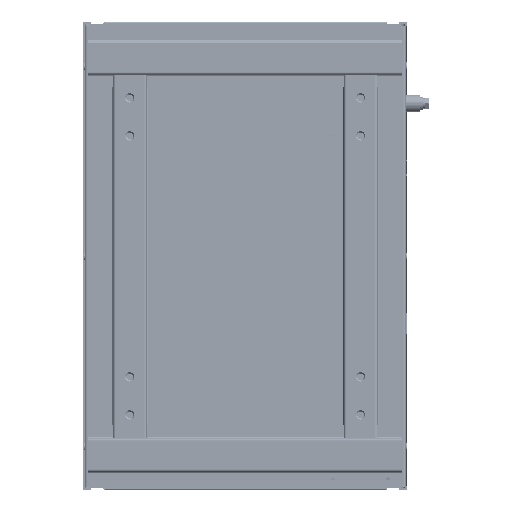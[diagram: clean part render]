
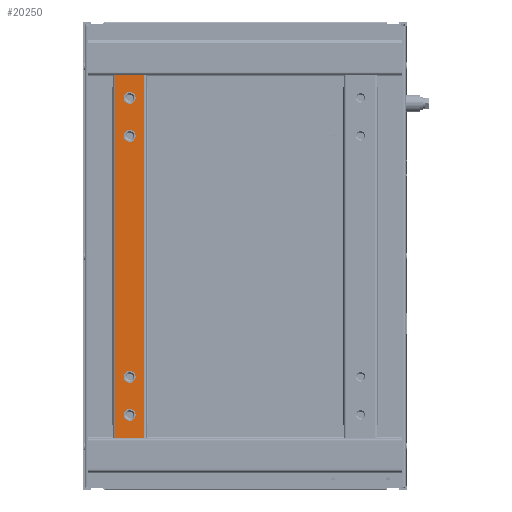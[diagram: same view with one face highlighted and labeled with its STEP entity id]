
A CAD part, front view. The second image highlights one B-rep face of the part: STEP entity #20250.
In plain terms, the highlighted planar face has unit normal (0, -1, 0).
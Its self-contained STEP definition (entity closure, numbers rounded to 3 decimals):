
#11825 = CARTESIAN_POINT ( 'NONE',  ( -17., 0., 215. ) ) ;
#11826 = DIRECTION ( 'NONE',  ( 0., 0., -1. ) ) ;
#11827 = CARTESIAN_POINT ( 'NONE',  ( 0., 0., -187.5 ) ) ;
#11828 = DIRECTION ( 'NONE',  ( 0., 1., 0. ) ) ;
#11829 = DIRECTION ( 'NONE',  ( 1., 0., 0. ) ) ;
#11830 = CARTESIAN_POINT ( 'NONE',  ( 0., 0., -142.5 ) ) ;
#11831 = DIRECTION ( 'NONE',  ( 0., 1., 0. ) ) ;
#11832 = DIRECTION ( 'NONE',  ( 1., 0., 0. ) ) ;
#11833 = CARTESIAN_POINT ( 'NONE',  ( 17., 0., 215. ) ) ;
#11834 = DIRECTION ( 'NONE',  ( 0., 0., -1. ) ) ;
#11835 = CARTESIAN_POINT ( 'NONE',  ( 0., 0., 142.5 ) ) ;
#11836 = DIRECTION ( 'NONE',  ( 0., 1., 0. ) ) ;
#11837 = DIRECTION ( 'NONE',  ( -1., 0., 0. ) ) ;
#11839 = CARTESIAN_POINT ( 'NONE',  ( 0., 0., 187.5 ) ) ;
#11840 = DIRECTION ( 'NONE',  ( 0., 1., 0. ) ) ;
#11841 = DIRECTION ( 'NONE',  ( -1., 0., 0. ) ) ;
#12556 = DIRECTION ( 'NONE',  ( -1., 0., 0. ) ) ;
#12567 = PLANE ( 'NONE',  #56255 ) ;
#12585 = CARTESIAN_POINT ( 'NONE',  ( 20., 0., 215. ) ) ;
#12632 = DIRECTION ( 'NONE',  ( 0., 1., 0. ) ) ;
#17462 = CIRCLE ( 'NONE', #28777, 5.6 ) ;
#17464 = CIRCLE ( 'NONE', #28840, 5.6 ) ;
#17469 = CIRCLE ( 'NONE', #29010, 5.6 ) ;
#17475 = CIRCLE ( 'NONE', #28975, 5.6 ) ;
#17526 = LINE ( 'NONE', #19674, #17529 ) ;
#17529 = VECTOR ( 'NONE', #19662, 1000. ) ;
#17537 = LINE ( 'NONE', #19711, #17541 ) ;
#17541 = VECTOR ( 'NONE', #19706, 1000. ) ;
#17624 = LINE ( 'NONE', #11825, #17627 ) ;
#17626 = CIRCLE ( 'NONE', #29047, 5.6 ) ;
#17627 = VECTOR ( 'NONE', #11826, 1000. ) ;
#17628 = CIRCLE ( 'NONE', #29050, 5.6 ) ;
#17629 = CIRCLE ( 'NONE', #29054, 5.6 ) ;
#17630 = CIRCLE ( 'NONE', #29059, 5.6 ) ;
#17631 = LINE ( 'NONE', #11833, #17633 ) ;
#17633 = VECTOR ( 'NONE', #11834, 1000. ) ;
#19465 = CARTESIAN_POINT ( 'NONE',  ( 0., 0., -187.5 ) ) ;
#19467 = DIRECTION ( 'NONE',  ( 0., 1., 0. ) ) ;
#19469 = DIRECTION ( 'NONE',  ( 1., 0., 0. ) ) ;
#19486 = CARTESIAN_POINT ( 'NONE',  ( 0., 0., -142.5 ) ) ;
#19487 = DIRECTION ( 'NONE',  ( 0., 1., 0. ) ) ;
#19489 = DIRECTION ( 'NONE',  ( 1., 0., 0. ) ) ;
#19508 = CARTESIAN_POINT ( 'NONE',  ( 0., 0., 142.5 ) ) ;
#19510 = DIRECTION ( 'NONE',  ( 0., 1., 0. ) ) ;
#19512 = DIRECTION ( 'NONE',  ( -1., 0., 0. ) ) ;
#19540 = CARTESIAN_POINT ( 'NONE',  ( 0., 0., 187.5 ) ) ;
#19542 = DIRECTION ( 'NONE',  ( 0., 1., 0. ) ) ;
#19544 = DIRECTION ( 'NONE',  ( -1., 0., 0. ) ) ;
#19662 = DIRECTION ( 'NONE',  ( 1., 0., 0. ) ) ;
#19674 = CARTESIAN_POINT ( 'NONE',  ( 20., 0., -215. ) ) ;
#19706 = DIRECTION ( 'NONE',  ( 1., 0., 0. ) ) ;
#19711 = CARTESIAN_POINT ( 'NONE',  ( 20., 0., 215. ) ) ;
#20250 = ADVANCED_FACE ( 'NONE', ( #30561, #30565, #30562, #30564, #30563 ), #12567, .F. ) ;
#28777 = AXIS2_PLACEMENT_3D ( 'NONE', #19465, #19467, #19469 ) ;
#28840 = AXIS2_PLACEMENT_3D ( 'NONE', #19486, #19487, #19489 ) ;
#28975 = AXIS2_PLACEMENT_3D ( 'NONE', #19540, #19542, #19544 ) ;
#29010 = AXIS2_PLACEMENT_3D ( 'NONE', #19508, #19510, #19512 ) ;
#29047 = AXIS2_PLACEMENT_3D ( 'NONE', #11827, #11828, #11829 ) ;
#29050 = AXIS2_PLACEMENT_3D ( 'NONE', #11830, #11831, #11832 ) ;
#29054 = AXIS2_PLACEMENT_3D ( 'NONE', #11835, #11836, #11837 ) ;
#29059 = AXIS2_PLACEMENT_3D ( 'NONE', #11839, #11840, #11841 ) ;
#30561 = FACE_BOUND ( 'NONE', #70563, .T. ) ;
#30562 = FACE_BOUND ( 'NONE', #69744, .T. ) ;
#30563 = FACE_OUTER_BOUND ( 'NONE', #70843, .T. ) ;
#30564 = FACE_BOUND ( 'NONE', #69147, .T. ) ;
#30565 = FACE_BOUND ( 'NONE', #70902, .T. ) ;
#50689 = EDGE_CURVE ( 'NONE', #85998, #83297, #17462, .T. ) ;
#50692 = EDGE_CURVE ( 'NONE', #84771, #85604, #17464, .T. ) ;
#50696 = EDGE_CURVE ( 'NONE', #85411, #85934, #17469, .T. ) ;
#50701 = EDGE_CURVE ( 'NONE', #83510, #86049, #17475, .T. ) ;
#50728 = EDGE_CURVE ( 'NONE', #85327, #83502, #17526, .T. ) ;
#50735 = EDGE_CURVE ( 'NONE', #83668, #83449, #17537, .T. ) ;
#50784 = EDGE_CURVE ( 'NONE', #83668, #85327, #17624, .T. ) ;
#50785 = EDGE_CURVE ( 'NONE', #83297, #85998, #17626, .T. ) ;
#50786 = EDGE_CURVE ( 'NONE', #85604, #84771, #17628, .T. ) ;
#50787 = EDGE_CURVE ( 'NONE', #85934, #85411, #17629, .T. ) ;
#50788 = EDGE_CURVE ( 'NONE', #86049, #83510, #17630, .T. ) ;
#50789 = EDGE_CURVE ( 'NONE', #83449, #83502, #17631, .T. ) ;
#56255 = AXIS2_PLACEMENT_3D ( 'NONE', #12585, #12632, #12556 ) ;
#69147 = EDGE_LOOP ( 'NONE', ( #79321, #79323 ) ) ;
#69744 = EDGE_LOOP ( 'NONE', ( #79317, #79319 ) ) ;
#70563 = EDGE_LOOP ( 'NONE', ( #79309, #79311 ) ) ;
#70843 = EDGE_LOOP ( 'NONE', ( #79325, #79327, #79329, #79331 ) ) ;
#70902 = EDGE_LOOP ( 'NONE', ( #79313, #79315 ) ) ;
#79309 = ORIENTED_EDGE ( 'NONE', *, *, #50785, .T. ) ;
#79311 = ORIENTED_EDGE ( 'NONE', *, *, #50689, .T. ) ;
#79313 = ORIENTED_EDGE ( 'NONE', *, *, #50786, .T. ) ;
#79315 = ORIENTED_EDGE ( 'NONE', *, *, #50692, .T. ) ;
#79317 = ORIENTED_EDGE ( 'NONE', *, *, #50787, .T. ) ;
#79319 = ORIENTED_EDGE ( 'NONE', *, *, #50696, .T. ) ;
#79321 = ORIENTED_EDGE ( 'NONE', *, *, #50788, .T. ) ;
#79323 = ORIENTED_EDGE ( 'NONE', *, *, #50701, .T. ) ;
#79325 = ORIENTED_EDGE ( 'NONE', *, *, #50728, .T. ) ;
#79327 = ORIENTED_EDGE ( 'NONE', *, *, #50789, .F. ) ;
#79329 = ORIENTED_EDGE ( 'NONE', *, *, #50735, .F. ) ;
#79331 = ORIENTED_EDGE ( 'NONE', *, *, #50784, .T. ) ;
#83297 = VERTEX_POINT ( 'NONE', #97736 ) ;
#83449 = VERTEX_POINT ( 'NONE', #97772 ) ;
#83502 = VERTEX_POINT ( 'NONE', #97777 ) ;
#83510 = VERTEX_POINT ( 'NONE', #97779 ) ;
#83668 = VERTEX_POINT ( 'NONE', #97822 ) ;
#84771 = VERTEX_POINT ( 'NONE', #98080 ) ;
#85327 = VERTEX_POINT ( 'NONE', #98221 ) ;
#85411 = VERTEX_POINT ( 'NONE', #98241 ) ;
#85604 = VERTEX_POINT ( 'NONE', #98331 ) ;
#85934 = VERTEX_POINT ( 'NONE', #98468 ) ;
#85998 = VERTEX_POINT ( 'NONE', #98503 ) ;
#86049 = VERTEX_POINT ( 'NONE', #98526 ) ;
#97736 = CARTESIAN_POINT ( 'NONE',  ( -5.6, 0., -187.5 ) ) ;
#97772 = CARTESIAN_POINT ( 'NONE',  ( 17., 0., 215. ) ) ;
#97777 = CARTESIAN_POINT ( 'NONE',  ( 17., 0., -215. ) ) ;
#97779 = CARTESIAN_POINT ( 'NONE',  ( 5.6, 0., 187.5 ) ) ;
#97822 = CARTESIAN_POINT ( 'NONE',  ( -17., 0., 215. ) ) ;
#98080 = CARTESIAN_POINT ( 'NONE',  ( 5.6, 0., -142.5 ) ) ;
#98221 = CARTESIAN_POINT ( 'NONE',  ( -17., 0., -215. ) ) ;
#98241 = CARTESIAN_POINT ( 'NONE',  ( 5.6, 0., 142.5 ) ) ;
#98331 = CARTESIAN_POINT ( 'NONE',  ( -5.6, 0., -142.5 ) ) ;
#98468 = CARTESIAN_POINT ( 'NONE',  ( -5.6, 0., 142.5 ) ) ;
#98503 = CARTESIAN_POINT ( 'NONE',  ( 5.6, 0., -187.5 ) ) ;
#98526 = CARTESIAN_POINT ( 'NONE',  ( -5.6, 0., 187.5 ) ) ;
